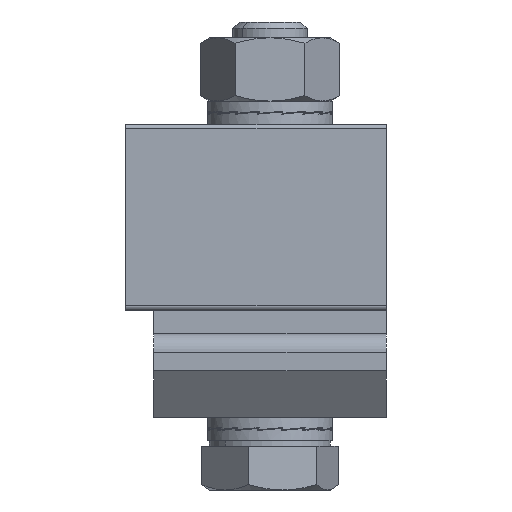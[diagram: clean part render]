
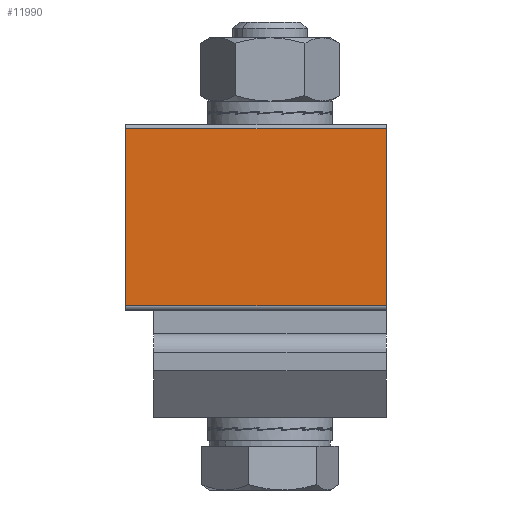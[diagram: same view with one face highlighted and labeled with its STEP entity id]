
A CAD part, left-side view. The second image highlights one B-rep face of the part: STEP entity #11990.
In plain terms, the highlighted planar face has unit normal (-1, 0, 0).
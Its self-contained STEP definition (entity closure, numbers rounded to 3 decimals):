
#478 = VERTEX_POINT ( 'NONE', #3916 ) ;
#554 = LINE ( 'NONE', #8820, #14694 ) ;
#1631 = EDGE_CURVE ( 'NONE', #13042, #7099, #554, .T. ) ;
#3502 = DIRECTION ( 'NONE',  ( 0., -1., 0. ) ) ;
#3657 = CARTESIAN_POINT ( 'NONE',  ( -110., -12.5, 22.5 ) ) ;
#3916 = CARTESIAN_POINT ( 'NONE',  ( -110., -12.5, 3. ) ) ;
#4349 = FACE_OUTER_BOUND ( 'NONE', #9597, .T. ) ;
#4384 = CARTESIAN_POINT ( 'NONE',  ( -110., -12.5, 22. ) ) ;
#6044 = LINE ( 'NONE', #7881, #17616 ) ;
#6056 = DIRECTION ( 'NONE',  ( 0., 0., 1. ) ) ;
#7099 = VERTEX_POINT ( 'NONE', #19596 ) ;
#7149 = ORIENTED_EDGE ( 'NONE', *, *, #1631, .T. ) ;
#7767 = PLANE ( 'NONE',  #13458 ) ;
#7881 = CARTESIAN_POINT ( 'NONE',  ( -110., -12.5, 3. ) ) ;
#8426 = CARTESIAN_POINT ( 'NONE',  ( -110., 15.5, 22.5 ) ) ;
#8820 = CARTESIAN_POINT ( 'NONE',  ( -110., 15.5, 22. ) ) ;
#9266 = CARTESIAN_POINT ( 'NONE',  ( -110., -12.5, 22.5 ) ) ;
#9323 = LINE ( 'NONE', #3657, #11038 ) ;
#9597 = EDGE_LOOP ( 'NONE', ( #20099, #19705, #19249, #7149 ) ) ;
#9948 = EDGE_CURVE ( 'NONE', #13042, #478, #9323, .T. ) ;
#11038 = VECTOR ( 'NONE', #11256, 1000. ) ;
#11256 = DIRECTION ( 'NONE',  ( 0., 0., -1. ) ) ;
#11584 = DIRECTION ( 'NONE',  ( 0., 0., -1. ) ) ;
#11990 = ADVANCED_FACE ( 'NONE', ( #4349 ), #7767, .F. ) ;
#12244 = EDGE_CURVE ( 'NONE', #17325, #478, #6044, .T. ) ;
#12444 = DIRECTION ( 'NONE',  ( 1., 0., 0. ) ) ;
#13042 = VERTEX_POINT ( 'NONE', #4384 ) ;
#13086 = EDGE_CURVE ( 'NONE', #7099, #17325, #15348, .T. ) ;
#13381 = DIRECTION ( 'NONE',  ( 0., 1., 0. ) ) ;
#13458 = AXIS2_PLACEMENT_3D ( 'NONE', #9266, #12444, #6056 ) ;
#13764 = CARTESIAN_POINT ( 'NONE',  ( -110., 15.5, 3. ) ) ;
#14694 = VECTOR ( 'NONE', #13381, 1000. ) ;
#15348 = LINE ( 'NONE', #8426, #18303 ) ;
#17325 = VERTEX_POINT ( 'NONE', #13764 ) ;
#17616 = VECTOR ( 'NONE', #3502, 1000. ) ;
#18303 = VECTOR ( 'NONE', #11584, 1000. ) ;
#19249 = ORIENTED_EDGE ( 'NONE', *, *, #9948, .F. ) ;
#19596 = CARTESIAN_POINT ( 'NONE',  ( -110., 15.5, 22. ) ) ;
#19705 = ORIENTED_EDGE ( 'NONE', *, *, #12244, .T. ) ;
#20099 = ORIENTED_EDGE ( 'NONE', *, *, #13086, .T. ) ;
